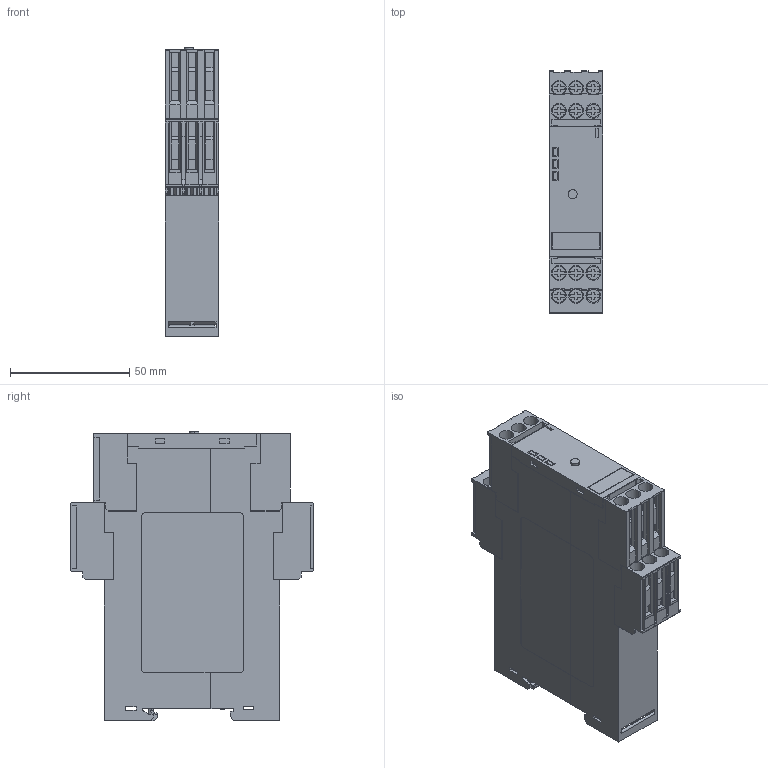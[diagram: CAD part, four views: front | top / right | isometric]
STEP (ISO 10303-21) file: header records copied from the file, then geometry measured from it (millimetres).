
FILE_DESCRIPTION(('STEP AP214'),'1');
FILE_NAME('cctmp_D35D1708-8998-4F75-989B-C57B47D74AA1_2023_07_24_18_24_24_0663..stp','2023-07-24T16:24:26',('SIEMENS A&D'),('CADClick - www.CADClick.com'),'Spatial InterOp 3D postprocessed',' ','unknown authorization');
FILE_SCHEMA(('AUTOMOTIVE_DESIGN'));
Length unit declared in the file: millimetre
Products named in the file (1): 2023_07_24_18_24_24_0611
Bounding box: 22.6 x 101.3 x 121.2 mm (x, y, z)
Volume: 204760.2 mm3; surface area: 41664.9 mm2
Topology: 1 solids, 1 shells, 1359 faces, 3801 edges, 2498 vertices
Faces by surface type: plane 1218, cylinder 141
Entity records: 47089 total; most frequent: CARTESIAN_POINT 7683, ORIENTED_EDGE 7602, DIRECTION 6803, EDGE_CURVE 3801, LINE 3503, VECTOR 3503, VERTEX_POINT 2498, AXIS2_PLACEMENT_3D 1650
